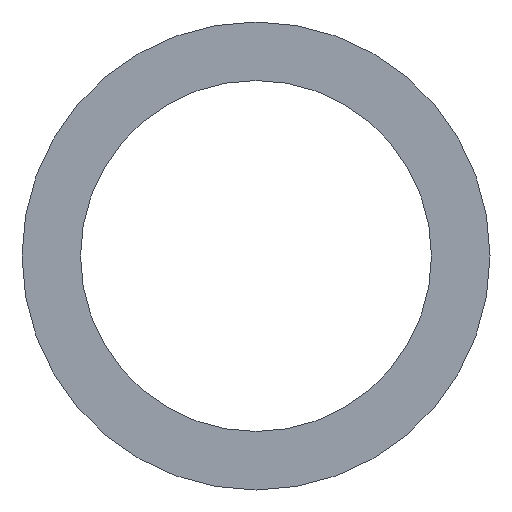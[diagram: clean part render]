
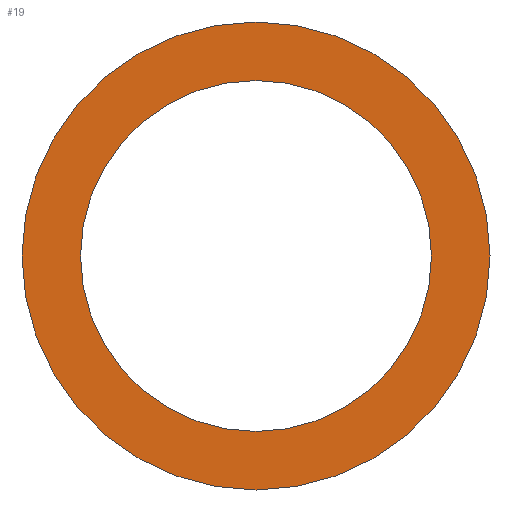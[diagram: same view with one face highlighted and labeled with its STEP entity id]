
A CAD part, front view. The second image highlights one B-rep face of the part: STEP entity #19.
In plain terms, the highlighted planar face has unit normal (0, -1, 0).
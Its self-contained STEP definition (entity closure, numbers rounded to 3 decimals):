
#2 = VERTEX_POINT ( 'NONE', #87 ) ;
#19 = ADVANCED_FACE ( 'NONE', ( #104, #105 ), #106, .F. ) ;
#22 = EDGE_CURVE ( 'NONE', #195, #84, #43, .T. ) ;
#28 = EDGE_CURVE ( 'NONE', #158, #2, #53, .T. ) ;
#32 = EDGE_CURVE ( 'NONE', #2, #158, #60, .T. ) ;
#33 = EDGE_CURVE ( 'NONE', #84, #195, #62, .T. ) ;
#40 = AXIS2_PLACEMENT_3D ( 'NONE', #197, #198, #199 ) ;
#43 = CIRCLE ( 'NONE', #40, 12. ) ;
#46 = AXIS2_PLACEMENT_3D ( 'NONE', #100, #108, #109 ) ;
#53 = CIRCLE ( 'NONE', #57, 16. ) ;
#57 = AXIS2_PLACEMENT_3D ( 'NONE', #216, #217, #218 ) ;
#60 = CIRCLE ( 'NONE', #63, 16. ) ;
#62 = CIRCLE ( 'NONE', #64, 12. ) ;
#63 = AXIS2_PLACEMENT_3D ( 'NONE', #229, #230, #231 ) ;
#64 = AXIS2_PLACEMENT_3D ( 'NONE', #232, #233, #234 ) ;
#84 = VERTEX_POINT ( 'NONE', #224 ) ;
#87 = CARTESIAN_POINT ( 'NONE',  ( 0., 0., -16. ) ) ;
#100 = CARTESIAN_POINT ( 'NONE',  ( 0., 0., 0. ) ) ;
#104 = FACE_OUTER_BOUND ( 'NONE', #189, .T. ) ;
#105 = FACE_BOUND ( 'NONE', #187, .T. ) ;
#106 = PLANE ( 'NONE',  #46 ) ;
#108 = DIRECTION ( 'NONE',  ( 0., 1., 0. ) ) ;
#109 = DIRECTION ( 'NONE',  ( 0., 0., 1. ) ) ;
#158 = VERTEX_POINT ( 'NONE', #235 ) ;
#171 = ORIENTED_EDGE ( 'NONE', *, *, #32, .F. ) ;
#174 = ORIENTED_EDGE ( 'NONE', *, *, #28, .F. ) ;
#175 = ORIENTED_EDGE ( 'NONE', *, *, #22, .T. ) ;
#176 = ORIENTED_EDGE ( 'NONE', *, *, #33, .T. ) ;
#187 = EDGE_LOOP ( 'NONE', ( #175, #176 ) ) ;
#189 = EDGE_LOOP ( 'NONE', ( #171, #174 ) ) ;
#195 = VERTEX_POINT ( 'NONE', #237 ) ;
#197 = CARTESIAN_POINT ( 'NONE',  ( 0., 0., 0. ) ) ;
#198 = DIRECTION ( 'NONE',  ( 0., 1., 0. ) ) ;
#199 = DIRECTION ( 'NONE',  ( 0., 0., 1. ) ) ;
#216 = CARTESIAN_POINT ( 'NONE',  ( 0., 0., 0. ) ) ;
#217 = DIRECTION ( 'NONE',  ( 0., 1., 0. ) ) ;
#218 = DIRECTION ( 'NONE',  ( 0., 0., 1. ) ) ;
#224 = CARTESIAN_POINT ( 'NONE',  ( 0., 0., 12. ) ) ;
#229 = CARTESIAN_POINT ( 'NONE',  ( 0., 0., 0. ) ) ;
#230 = DIRECTION ( 'NONE',  ( 0., 1., 0. ) ) ;
#231 = DIRECTION ( 'NONE',  ( 0., 0., 1. ) ) ;
#232 = CARTESIAN_POINT ( 'NONE',  ( 0., 0., 0. ) ) ;
#233 = DIRECTION ( 'NONE',  ( 0., 1., 0. ) ) ;
#234 = DIRECTION ( 'NONE',  ( 0., 0., 1. ) ) ;
#235 = CARTESIAN_POINT ( 'NONE',  ( 0., 0., 16. ) ) ;
#237 = CARTESIAN_POINT ( 'NONE',  ( 0., 0., -12. ) ) ;
